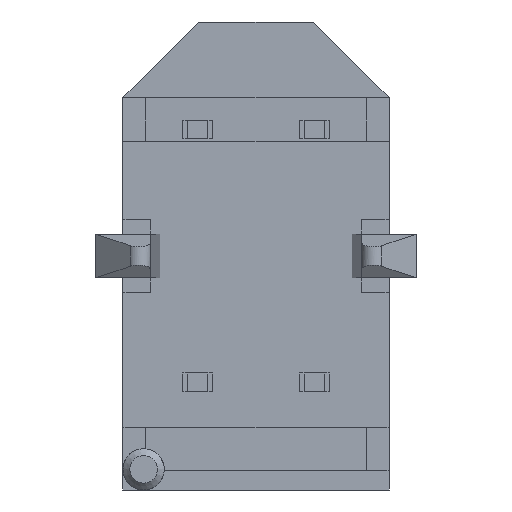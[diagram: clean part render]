
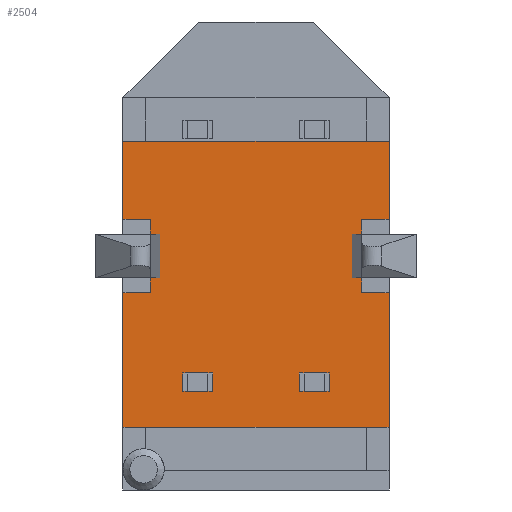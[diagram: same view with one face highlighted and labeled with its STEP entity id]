
A CAD part, front view. The second image highlights one B-rep face of the part: STEP entity #2504.
In plain terms, the highlighted planar face has unit normal (0, -1, 0).
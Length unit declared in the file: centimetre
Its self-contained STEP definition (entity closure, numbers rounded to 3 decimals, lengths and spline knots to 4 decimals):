
#172=LINE('',#3711,#505);
#186=LINE('',#3745,#519);
#199=LINE('',#3767,#532);
#202=LINE('',#3775,#535);
#203=LINE('',#3777,#536);
#204=LINE('',#3779,#537);
#205=LINE('',#3781,#538);
#206=LINE('',#3783,#539);
#207=LINE('',#3785,#540);
#208=LINE('',#3787,#541);
#209=LINE('',#3789,#542);
#210=LINE('',#3791,#543);
#211=LINE('',#3793,#544);
#212=LINE('',#3795,#545);
#213=LINE('',#3797,#546);
#214=LINE('',#3799,#547);
#215=LINE('',#3801,#548);
#216=LINE('',#3803,#549);
#217=LINE('',#3805,#550);
#218=LINE('',#3806,#551);
#505=VECTOR('',#3022,1.);
#519=VECTOR('',#3046,1.);
#532=VECTOR('',#3067,1.);
#535=VECTOR('',#3078,1.);
#536=VECTOR('',#3079,1.);
#537=VECTOR('',#3080,1.);
#538=VECTOR('',#3081,1.);
#539=VECTOR('',#3082,1.);
#540=VECTOR('',#3083,1.);
#541=VECTOR('',#3084,1.);
#542=VECTOR('',#3085,1.);
#543=VECTOR('',#3086,1.);
#544=VECTOR('',#3087,1.);
#545=VECTOR('',#3088,1.);
#546=VECTOR('',#3089,1.);
#547=VECTOR('',#3090,1.);
#548=VECTOR('',#3091,1.);
#549=VECTOR('',#3092,1.);
#550=VECTOR('',#3093,1.);
#551=VECTOR('',#3094,1.);
#777=PLANE('',#2658);
#914=FACE_OUTER_BOUND('',#1054,.T.);
#1054=EDGE_LOOP('',(#2072,#2073,#2074,#2075,#2076,#2077,#2078,#2079,#2080,
#2081,#2082,#2083,#2084,#2085,#2086,#2087,#2088,#2089,#2090,#2091));
#1236=VERTEX_POINT('',#3709);
#1237=VERTEX_POINT('',#3710);
#1251=VERTEX_POINT('',#3743);
#1252=VERTEX_POINT('',#3744);
#1258=VERTEX_POINT('',#3774);
#1259=VERTEX_POINT('',#3776);
#1260=VERTEX_POINT('',#3778);
#1261=VERTEX_POINT('',#3780);
#1262=VERTEX_POINT('',#3782);
#1263=VERTEX_POINT('',#3784);
#1264=VERTEX_POINT('',#3786);
#1265=VERTEX_POINT('',#3788);
#1266=VERTEX_POINT('',#3790);
#1267=VERTEX_POINT('',#3792);
#1268=VERTEX_POINT('',#3794);
#1269=VERTEX_POINT('',#3796);
#1270=VERTEX_POINT('',#3798);
#1271=VERTEX_POINT('',#3800);
#1272=VERTEX_POINT('',#3802);
#1273=VERTEX_POINT('',#3804);
#1516=EDGE_CURVE('',#1236,#1237,#172,.T.);
#1532=EDGE_CURVE('',#1251,#1252,#186,.T.);
#1545=EDGE_CURVE('',#1237,#1251,#199,.T.);
#1548=EDGE_CURVE('',#1252,#1258,#202,.T.);
#1549=EDGE_CURVE('',#1258,#1259,#203,.T.);
#1550=EDGE_CURVE('',#1260,#1259,#204,.T.);
#1551=EDGE_CURVE('',#1260,#1261,#205,.T.);
#1552=EDGE_CURVE('',#1262,#1261,#206,.T.);
#1553=EDGE_CURVE('',#1262,#1263,#207,.T.);
#1554=EDGE_CURVE('',#1263,#1264,#208,.T.);
#1555=EDGE_CURVE('',#1264,#1265,#209,.T.);
#1556=EDGE_CURVE('',#1265,#1266,#210,.T.);
#1557=EDGE_CURVE('',#1266,#1267,#211,.T.);
#1558=EDGE_CURVE('',#1267,#1268,#212,.T.);
#1559=EDGE_CURVE('',#1268,#1269,#213,.T.);
#1560=EDGE_CURVE('',#1270,#1269,#214,.T.);
#1561=EDGE_CURVE('',#1270,#1271,#215,.T.);
#1562=EDGE_CURVE('',#1272,#1271,#216,.T.);
#1563=EDGE_CURVE('',#1272,#1273,#217,.T.);
#1564=EDGE_CURVE('',#1273,#1236,#218,.T.);
#2072=ORIENTED_EDGE('',*,*,#1516,.T.);
#2073=ORIENTED_EDGE('',*,*,#1545,.T.);
#2074=ORIENTED_EDGE('',*,*,#1532,.T.);
#2075=ORIENTED_EDGE('',*,*,#1548,.T.);
#2076=ORIENTED_EDGE('',*,*,#1549,.T.);
#2077=ORIENTED_EDGE('',*,*,#1550,.F.);
#2078=ORIENTED_EDGE('',*,*,#1551,.T.);
#2079=ORIENTED_EDGE('',*,*,#1552,.F.);
#2080=ORIENTED_EDGE('',*,*,#1553,.T.);
#2081=ORIENTED_EDGE('',*,*,#1554,.T.);
#2082=ORIENTED_EDGE('',*,*,#1555,.T.);
#2083=ORIENTED_EDGE('',*,*,#1556,.T.);
#2084=ORIENTED_EDGE('',*,*,#1557,.T.);
#2085=ORIENTED_EDGE('',*,*,#1558,.T.);
#2086=ORIENTED_EDGE('',*,*,#1559,.T.);
#2087=ORIENTED_EDGE('',*,*,#1560,.F.);
#2088=ORIENTED_EDGE('',*,*,#1561,.T.);
#2089=ORIENTED_EDGE('',*,*,#1562,.F.);
#2090=ORIENTED_EDGE('',*,*,#1563,.T.);
#2091=ORIENTED_EDGE('',*,*,#1564,.T.);
#2504=ADVANCED_FACE('',(#914),#777,.F.);
#2658=AXIS2_PLACEMENT_3D('',#3773,#3076,#3077);
#3022=DIRECTION('',(1.,0.,0.));
#3046=DIRECTION('',(-1.,0.,0.));
#3067=DIRECTION('',(0.,0.,-1.));
#3076=DIRECTION('center_axis',(0.,1.,0.));
#3077=DIRECTION('ref_axis',(0.,0.,-1.));
#3078=DIRECTION('',(0.,0.,-1.));
#3079=DIRECTION('',(-1.,0.,0.));
#3080=DIRECTION('',(0.,0.,1.));
#3081=DIRECTION('',(1.,0.,0.));
#3082=DIRECTION('',(0.,0.,-1.));
#3083=DIRECTION('',(-1.,0.,0.));
#3084=DIRECTION('',(0.,0.,1.));
#3085=DIRECTION('',(-1.,0.,0.));
#3086=DIRECTION('',(0.,0.,1.));
#3087=DIRECTION('',(1.,0.,0.));
#3088=DIRECTION('',(0.,0.,1.));
#3089=DIRECTION('',(1.,0.,0.));
#3090=DIRECTION('',(0.,0.,-1.));
#3091=DIRECTION('',(-1.,0.,0.));
#3092=DIRECTION('',(0.,0.,1.));
#3093=DIRECTION('',(1.,0.,0.));
#3094=DIRECTION('',(0.,0.,-1.));
#3709=CARTESIAN_POINT('',(-0.23,0.0513,0.0475));
#3710=CARTESIAN_POINT('',(-0.2096,0.0513,0.0475));
#3711=CARTESIAN_POINT('',(-0.1375,0.0513,0.0475));
#3743=CARTESIAN_POINT('',(-0.2096,0.0513,-0.0475));
#3744=CARTESIAN_POINT('',(-0.23,0.0513,-0.0475));
#3745=CARTESIAN_POINT('',(-0.1375,0.0513,-0.0475));
#3767=CARTESIAN_POINT('',(-0.2096,0.0513,0.125));
#3773=CARTESIAN_POINT('Origin',(0.,0.0513,0.25));
#3774=CARTESIAN_POINT('',(-0.23,0.0513,-0.08));
#3775=CARTESIAN_POINT('',(-0.23,0.0513,0.125));
#3776=CARTESIAN_POINT('',(-0.29,0.0513,-0.08));
#3777=CARTESIAN_POINT('',(-0.145,0.0513,-0.08));
#3778=CARTESIAN_POINT('',(-0.29,0.0513,-0.3734));
#3779=CARTESIAN_POINT('',(-0.29,0.0513,0.125));
#3780=CARTESIAN_POINT('',(0.29,0.0513,-0.3734));
#3781=CARTESIAN_POINT('',(0.,0.0513,-0.3734));
#3782=CARTESIAN_POINT('',(0.29,0.0513,-0.08));
#3783=CARTESIAN_POINT('',(0.29,0.0513,0.125));
#3784=CARTESIAN_POINT('',(0.23,0.0513,-0.08));
#3785=CARTESIAN_POINT('',(0.145,0.0513,-0.08));
#3786=CARTESIAN_POINT('',(0.23,0.0513,-0.0475));
#3787=CARTESIAN_POINT('',(0.23,0.0513,0.125));
#3788=CARTESIAN_POINT('',(0.2096,0.0513,-0.0475));
#3789=CARTESIAN_POINT('',(0.1375,0.0513,-0.0475));
#3790=CARTESIAN_POINT('',(0.2096,0.0513,0.0475));
#3791=CARTESIAN_POINT('',(0.2096,0.0513,0.125));
#3792=CARTESIAN_POINT('',(0.23,0.0513,0.0475));
#3793=CARTESIAN_POINT('',(0.1375,0.0513,0.0475));
#3794=CARTESIAN_POINT('',(0.23,0.0513,0.08));
#3795=CARTESIAN_POINT('',(0.23,0.0513,0.125));
#3796=CARTESIAN_POINT('',(0.29,0.0513,0.08));
#3797=CARTESIAN_POINT('',(0.145,0.0513,0.08));
#3798=CARTESIAN_POINT('',(0.29,0.0513,0.25));
#3799=CARTESIAN_POINT('',(0.29,0.0513,0.125));
#3800=CARTESIAN_POINT('',(-0.29,0.0513,0.25));
#3801=CARTESIAN_POINT('',(0.,0.0513,0.25));
#3802=CARTESIAN_POINT('',(-0.29,0.0513,0.08));
#3803=CARTESIAN_POINT('',(-0.29,0.0513,0.125));
#3804=CARTESIAN_POINT('',(-0.23,0.0513,0.08));
#3805=CARTESIAN_POINT('',(-0.145,0.0513,0.08));
#3806=CARTESIAN_POINT('',(-0.23,0.0513,0.125));
